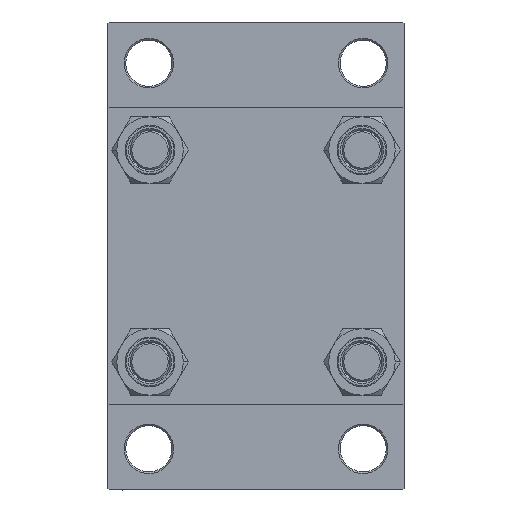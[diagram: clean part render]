
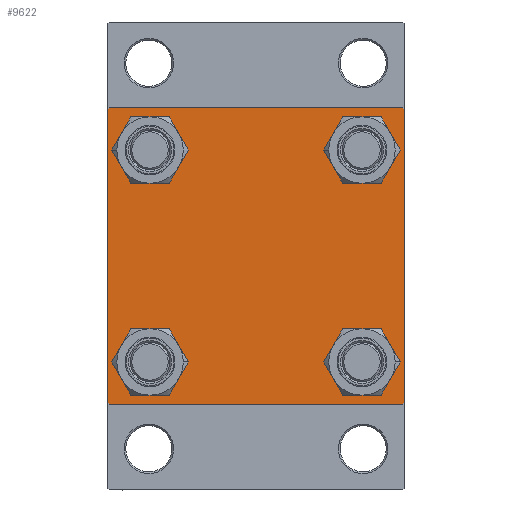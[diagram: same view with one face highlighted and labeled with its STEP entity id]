
A CAD part, left-side view. The second image highlights one B-rep face of the part: STEP entity #9622.
In plain terms, the highlighted planar face has unit normal (-1, 0, 0).
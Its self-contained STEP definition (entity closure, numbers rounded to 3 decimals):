
#56 = CIRCLE ( 'NONE', #13783, 6.5 ) ;
#285 = CARTESIAN_POINT ( 'NONE',  ( 0., 32.15, -25.65 ) ) ;
#836 = ORIENTED_EDGE ( 'NONE', *, *, #6395, .T. ) ;
#1819 = DIRECTION ( 'NONE',  ( 0., 0., 1. ) ) ;
#1859 = CARTESIAN_POINT ( 'NONE',  ( 0., 32.15, 38.65 ) ) ;
#2069 = EDGE_CURVE ( 'NONE', #17416, #38208, #10541, .T. ) ;
#2099 = VERTEX_POINT ( 'NONE', #285 ) ;
#2181 = DIRECTION ( 'NONE',  ( 0., 0., 1. ) ) ;
#2309 = CARTESIAN_POINT ( 'NONE',  ( 0., 45., 44.5 ) ) ;
#2370 = DIRECTION ( 'NONE',  ( 0., 0.707, 0.707 ) ) ;
#2576 = CARTESIAN_POINT ( 'NONE',  ( 0., -32.15, 25.65 ) ) ;
#2948 = DIRECTION ( 'NONE',  ( 1., 0., 0. ) ) ;
#3013 = ORIENTED_EDGE ( 'NONE', *, *, #8889, .T. ) ;
#3107 = DIRECTION ( 'NONE',  ( 0., 0., 1. ) ) ;
#3281 = EDGE_CURVE ( 'NONE', #2099, #42946, #46130, .T. ) ;
#3566 = DIRECTION ( 'NONE',  ( 0., 0., 1. ) ) ;
#3832 = CARTESIAN_POINT ( 'NONE',  ( 0., -44.5, 45. ) ) ;
#3992 = ORIENTED_EDGE ( 'NONE', *, *, #17161, .F. ) ;
#4656 = AXIS2_PLACEMENT_3D ( 'NONE', #21620, #17570, #42888 ) ;
#4720 = CARTESIAN_POINT ( 'NONE',  ( 0., 32.15, 32.15 ) ) ;
#5425 = DIRECTION ( 'NONE',  ( 0., 0., 1. ) ) ;
#5537 = ORIENTED_EDGE ( 'NONE', *, *, #2069, .T. ) ;
#6395 = EDGE_CURVE ( 'NONE', #13887, #33929, #22566, .T. ) ;
#7364 = VERTEX_POINT ( 'NONE', #34107 ) ;
#7756 = LINE ( 'NONE', #25900, #12147 ) ;
#7841 = CIRCLE ( 'NONE', #36069, 6.5 ) ;
#8082 = EDGE_CURVE ( 'NONE', #21636, #14405, #20950, .T. ) ;
#8324 = DIRECTION ( 'NONE',  ( 0., 0., -1. ) ) ;
#8397 = ORIENTED_EDGE ( 'NONE', *, *, #45295, .T. ) ;
#8693 = DIRECTION ( 'NONE',  ( 0., 0., 1. ) ) ;
#8889 = EDGE_CURVE ( 'NONE', #7364, #17416, #20723, .T. ) ;
#9622 = ADVANCED_FACE ( 'NONE', ( #27466, #42516, #35344, #20551, #20315 ), #16487, .T. ) ;
#9735 = AXIS2_PLACEMENT_3D ( 'NONE', #26846, #41423, #8693 ) ;
#10195 = DIRECTION ( 'NONE',  ( 0., -0.707, -0.707 ) ) ;
#10261 = AXIS2_PLACEMENT_3D ( 'NONE', #46857, #2948, #17489 ) ;
#10515 = CARTESIAN_POINT ( 'NONE',  ( 0., -32.15, 38.65 ) ) ;
#10541 = LINE ( 'NONE', #39686, #23219 ) ;
#10771 = VECTOR ( 'NONE', #43975, 1000. ) ;
#11636 = EDGE_CURVE ( 'NONE', #13997, #27155, #27166, .T. ) ;
#12147 = VECTOR ( 'NONE', #41422, 1000. ) ;
#12536 = CARTESIAN_POINT ( 'NONE',  ( 0., -32.15, 32.15 ) ) ;
#13274 = LINE ( 'NONE', #42894, #30207 ) ;
#13642 = ORIENTED_EDGE ( 'NONE', *, *, #26293, .T. ) ;
#13783 = AXIS2_PLACEMENT_3D ( 'NONE', #33771, #43584, #26593 ) ;
#13887 = VERTEX_POINT ( 'NONE', #33783 ) ;
#13997 = VERTEX_POINT ( 'NONE', #20871 ) ;
#14223 = VECTOR ( 'NONE', #35506, 1000. ) ;
#14365 = DIRECTION ( 'NONE',  ( 0., -1., 0. ) ) ;
#14405 = VERTEX_POINT ( 'NONE', #3832 ) ;
#15292 = EDGE_LOOP ( 'NONE', ( #8397, #836 ) ) ;
#16404 = CARTESIAN_POINT ( 'NONE',  ( 0., -32.15, -25.65 ) ) ;
#16487 = PLANE ( 'NONE',  #46194 ) ;
#16641 = CARTESIAN_POINT ( 'NONE',  ( 0., 44.5, 45. ) ) ;
#16724 = DIRECTION ( 'NONE',  ( -1., 0., 0. ) ) ;
#17161 = EDGE_CURVE ( 'NONE', #40948, #28805, #23137, .T. ) ;
#17224 = DIRECTION ( 'NONE',  ( 1., 0., 0. ) ) ;
#17416 = VERTEX_POINT ( 'NONE', #19273 ) ;
#17489 = DIRECTION ( 'NONE',  ( 0., 0., 1. ) ) ;
#17570 = DIRECTION ( 'NONE',  ( 1., 0., 0. ) ) ;
#18023 = LINE ( 'NONE', #35068, #30288 ) ;
#18627 = EDGE_LOOP ( 'NONE', ( #38787, #44906 ) ) ;
#19273 = CARTESIAN_POINT ( 'NONE',  ( 0., 44.5, -45. ) ) ;
#20315 = FACE_OUTER_BOUND ( 'NONE', #43741, .T. ) ;
#20498 = VECTOR ( 'NONE', #8324, 1000. ) ;
#20551 = FACE_BOUND ( 'NONE', #15292, .T. ) ;
#20723 = LINE ( 'NONE', #43154, #24073 ) ;
#20871 = CARTESIAN_POINT ( 'NONE',  ( 0., -32.15, -38.65 ) ) ;
#20950 = LINE ( 'NONE', #21189, #14223 ) ;
#21189 = CARTESIAN_POINT ( 'NONE',  ( 0., 45., 45. ) ) ;
#21241 = CARTESIAN_POINT ( 'NONE',  ( 0., 32.15, 32.15 ) ) ;
#21620 = CARTESIAN_POINT ( 'NONE',  ( 0., -32.15, -32.15 ) ) ;
#21636 = VERTEX_POINT ( 'NONE', #16641 ) ;
#21703 = ORIENTED_EDGE ( 'NONE', *, *, #8082, .F. ) ;
#22422 = CARTESIAN_POINT ( 'NONE',  ( 0., -45., 45. ) ) ;
#22566 = CIRCLE ( 'NONE', #42422, 6.5 ) ;
#23097 = DIRECTION ( 'NONE',  ( 1., 0., 0. ) ) ;
#23137 = LINE ( 'NONE', #22422, #20498 ) ;
#23219 = VECTOR ( 'NONE', #14365, 1000. ) ;
#23263 = VERTEX_POINT ( 'NONE', #2576 ) ;
#23881 = ORIENTED_EDGE ( 'NONE', *, *, #3281, .T. ) ;
#24073 = VECTOR ( 'NONE', #10195, 1000. ) ;
#25038 = CIRCLE ( 'NONE', #38026, 6.5 ) ;
#25095 = EDGE_CURVE ( 'NONE', #40948, #14405, #18023, .T. ) ;
#25120 = CARTESIAN_POINT ( 'NONE',  ( 0., 32.15, -38.65 ) ) ;
#25900 = CARTESIAN_POINT ( 'NONE',  ( 0., 45., 45. ) ) ;
#25981 = CIRCLE ( 'NONE', #4656, 6.5 ) ;
#26049 = LINE ( 'NONE', #29386, #10771 ) ;
#26293 = EDGE_CURVE ( 'NONE', #38208, #28805, #13274, .T. ) ;
#26507 = ORIENTED_EDGE ( 'NONE', *, *, #33286, .T. ) ;
#26593 = DIRECTION ( 'NONE',  ( 0., 0., 1. ) ) ;
#26846 = CARTESIAN_POINT ( 'NONE',  ( 0., -32.15, 32.15 ) ) ;
#27155 = VERTEX_POINT ( 'NONE', #16404 ) ;
#27166 = CIRCLE ( 'NONE', #40912, 6.5 ) ;
#27222 = VERTEX_POINT ( 'NONE', #2309 ) ;
#27466 = FACE_BOUND ( 'NONE', #41485, .T. ) ;
#28805 = VERTEX_POINT ( 'NONE', #41067 ) ;
#29101 = EDGE_CURVE ( 'NONE', #23263, #29421, #42528, .T. ) ;
#29386 = CARTESIAN_POINT ( 'NONE',  ( 0., 44.75, 44.75 ) ) ;
#29421 = VERTEX_POINT ( 'NONE', #10515 ) ;
#30207 = VECTOR ( 'NONE', #39309, 1000. ) ;
#30288 = VECTOR ( 'NONE', #2370, 1000. ) ;
#31062 = EDGE_CURVE ( 'NONE', #29421, #23263, #25038, .T. ) ;
#32294 = ORIENTED_EDGE ( 'NONE', *, *, #42183, .T. ) ;
#33286 = EDGE_CURVE ( 'NONE', #27222, #7364, #7756, .T. ) ;
#33613 = EDGE_LOOP ( 'NONE', ( #23881, #34168 ) ) ;
#33668 = CARTESIAN_POINT ( 'NONE',  ( 0., -45., 44.5 ) ) ;
#33771 = CARTESIAN_POINT ( 'NONE',  ( 0., 32.15, -32.15 ) ) ;
#33783 = CARTESIAN_POINT ( 'NONE',  ( 0., 32.15, 25.65 ) ) ;
#33929 = VERTEX_POINT ( 'NONE', #1859 ) ;
#34107 = CARTESIAN_POINT ( 'NONE',  ( 0., 45., -44.5 ) ) ;
#34168 = ORIENTED_EDGE ( 'NONE', *, *, #36486, .T. ) ;
#35068 = CARTESIAN_POINT ( 'NONE',  ( 0., -44.75, 44.75 ) ) ;
#35344 = FACE_BOUND ( 'NONE', #33613, .T. ) ;
#35506 = DIRECTION ( 'NONE',  ( 0., -1., 0. ) ) ;
#35798 = DIRECTION ( 'NONE',  ( 1., 0., 0. ) ) ;
#36069 = AXIS2_PLACEMENT_3D ( 'NONE', #4720, #23097, #5425 ) ;
#36486 = EDGE_CURVE ( 'NONE', #42946, #2099, #56, .T. ) ;
#37254 = EDGE_CURVE ( 'NONE', #27155, #13997, #25981, .T. ) ;
#37986 = CARTESIAN_POINT ( 'NONE',  ( 0., 0., 0. ) ) ;
#38026 = AXIS2_PLACEMENT_3D ( 'NONE', #12536, #41680, #1819 ) ;
#38208 = VERTEX_POINT ( 'NONE', #43737 ) ;
#38787 = ORIENTED_EDGE ( 'NONE', *, *, #37254, .T. ) ;
#39309 = DIRECTION ( 'NONE',  ( 0., -0.707, 0.707 ) ) ;
#39686 = CARTESIAN_POINT ( 'NONE',  ( 0., 45., -45. ) ) ;
#40912 = AXIS2_PLACEMENT_3D ( 'NONE', #42559, #17224, #3566 ) ;
#40948 = VERTEX_POINT ( 'NONE', #33668 ) ;
#41067 = CARTESIAN_POINT ( 'NONE',  ( 0., -45., -44.5 ) ) ;
#41422 = DIRECTION ( 'NONE',  ( 0., 0., -1. ) ) ;
#41423 = DIRECTION ( 'NONE',  ( 1., 0., 0. ) ) ;
#41485 = EDGE_LOOP ( 'NONE', ( #46885, #45187 ) ) ;
#41680 = DIRECTION ( 'NONE',  ( 1., 0., 0. ) ) ;
#42183 = EDGE_CURVE ( 'NONE', #21636, #27222, #26049, .T. ) ;
#42422 = AXIS2_PLACEMENT_3D ( 'NONE', #21241, #35798, #3107 ) ;
#42516 = FACE_BOUND ( 'NONE', #18627, .T. ) ;
#42528 = CIRCLE ( 'NONE', #9735, 6.5 ) ;
#42559 = CARTESIAN_POINT ( 'NONE',  ( 0., -32.15, -32.15 ) ) ;
#42850 = ORIENTED_EDGE ( 'NONE', *, *, #25095, .T. ) ;
#42888 = DIRECTION ( 'NONE',  ( 0., 0., 1. ) ) ;
#42894 = CARTESIAN_POINT ( 'NONE',  ( 0., -44.75, -44.75 ) ) ;
#42946 = VERTEX_POINT ( 'NONE', #25120 ) ;
#43154 = CARTESIAN_POINT ( 'NONE',  ( 0., 44.75, -44.75 ) ) ;
#43584 = DIRECTION ( 'NONE',  ( 1., 0., 0. ) ) ;
#43737 = CARTESIAN_POINT ( 'NONE',  ( 0., -44.5, -45. ) ) ;
#43741 = EDGE_LOOP ( 'NONE', ( #26507, #3013, #5537, #13642, #3992, #42850, #21703, #32294 ) ) ;
#43975 = DIRECTION ( 'NONE',  ( 0., 0.707, -0.707 ) ) ;
#44906 = ORIENTED_EDGE ( 'NONE', *, *, #11636, .T. ) ;
#45187 = ORIENTED_EDGE ( 'NONE', *, *, #29101, .T. ) ;
#45295 = EDGE_CURVE ( 'NONE', #33929, #13887, #7841, .T. ) ;
#46130 = CIRCLE ( 'NONE', #10261, 6.5 ) ;
#46194 = AXIS2_PLACEMENT_3D ( 'NONE', #37986, #16724, #2181 ) ;
#46857 = CARTESIAN_POINT ( 'NONE',  ( 0., 32.15, -32.15 ) ) ;
#46885 = ORIENTED_EDGE ( 'NONE', *, *, #31062, .T. ) ;
